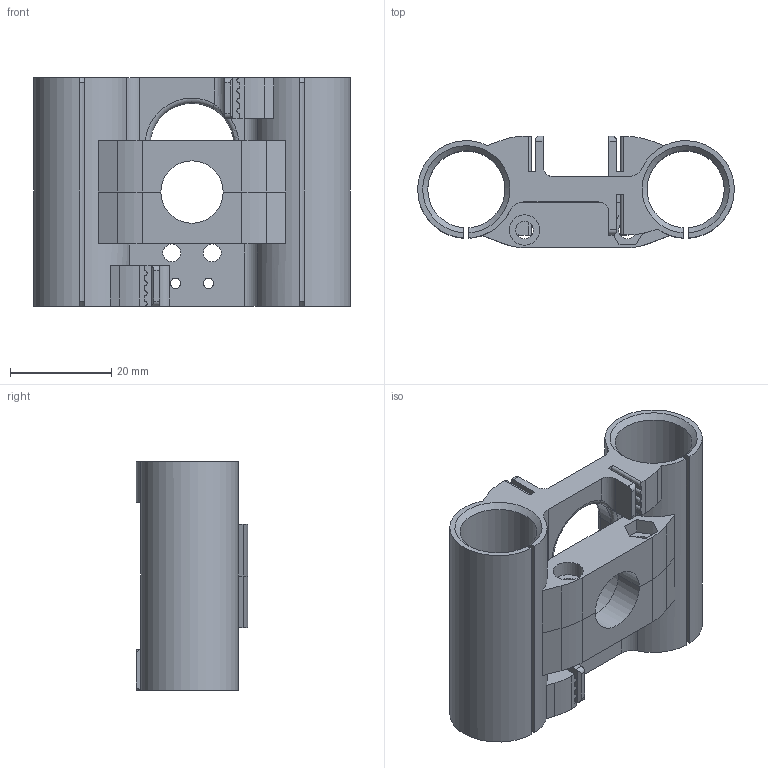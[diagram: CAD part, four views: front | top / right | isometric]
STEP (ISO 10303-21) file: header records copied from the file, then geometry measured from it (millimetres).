
FILE_DESCRIPTION(/* description */ (''),/* implementation_level */ '2;1');
FILE_NAME(/* name */ 'Carriage.stp',/* time_stamp */ '2019-04-02T19:39:46+01:00',/* author */ ('Ax'),/* organization */ (''),/* preprocessor_version */ 'ST-DEVELOPER v17.2',/* originating_system */ 'Autodesk Inventor 2019',/* authorisation */ '');
FILE_SCHEMA (('AUTOMOTIVE_DESIGN { 1 0 10303 214 3 1 1 }'));
Length unit declared in the file: millimetre
Products named in the file (1): Carriage
Bounding box: 62.45 x 22 x 45 mm (x, y, z)
Volume: 17477.2 mm3; surface area: 15281.8 mm2
Topology: 2 solids, 2 shells, 179 faces, 518 edges, 343 vertices
Faces by surface type: plane 99, cylinder 69, torus 5, cone 4, bspline 2
Full cylindrical faces by diameter (mm): 2 x2, 3.5 x6, 6 x2
Entity records: 6242 total; most frequent: CARTESIAN_POINT 1323, ORIENTED_EDGE 1036, DIRECTION 1034, EDGE_CURVE 518, AXIS2_PLACEMENT_3D 356, VERTEX_POINT 343, LINE 322, VECTOR 322
